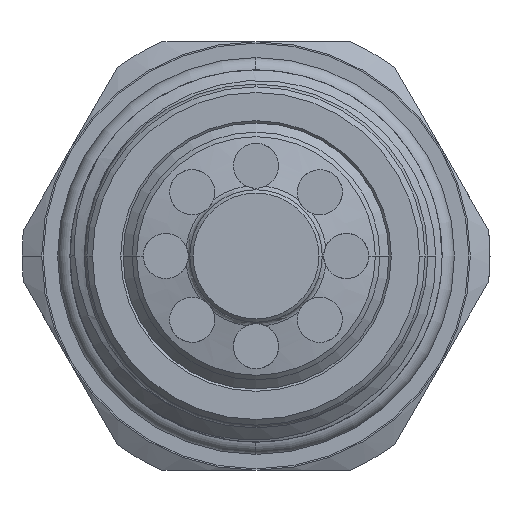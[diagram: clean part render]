
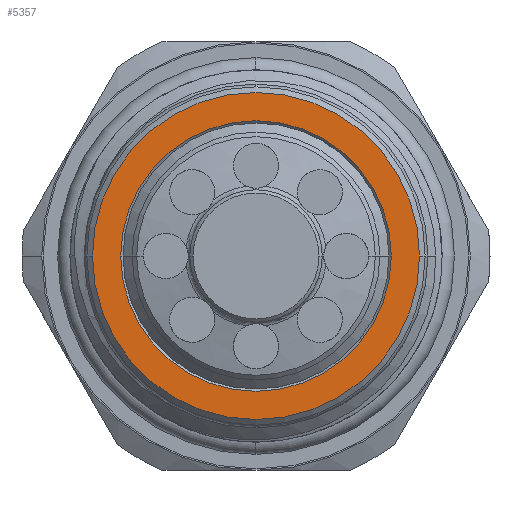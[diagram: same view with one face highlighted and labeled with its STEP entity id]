
A CAD part, left-side view. The second image highlights one B-rep face of the part: STEP entity #5357.
In plain terms, the highlighted planar face has unit normal (-1, 0, 0).
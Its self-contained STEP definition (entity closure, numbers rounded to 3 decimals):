
#16 = EDGE_LOOP ( 'NONE', ( #11150, #11185 ) ) ;
#208 = EDGE_LOOP ( 'NONE', ( #11156, #10977 ) ) ;
#542 = CARTESIAN_POINT ( 'NONE',  ( 0., 0., 0. ) ) ;
#543 = DIRECTION ( 'NONE',  ( -1., 0., 0. ) ) ;
#544 = DIRECTION ( 'NONE',  ( 0., 1., 0. ) ) ;
#986 = CARTESIAN_POINT ( 'NONE',  ( 0., 0., 0. ) ) ;
#987 = DIRECTION ( 'NONE',  ( 1., 0., 0. ) ) ;
#988 = DIRECTION ( 'NONE',  ( 0., 1., 0. ) ) ;
#1856 = CARTESIAN_POINT ( 'NONE',  ( 0., 12., 0. ) ) ;
#1912 = CARTESIAN_POINT ( 'NONE',  ( 0., 14.5, 0. ) ) ;
#2029 = CARTESIAN_POINT ( 'NONE',  ( 0., -14.5, 0. ) ) ;
#2199 = CARTESIAN_POINT ( 'NONE',  ( 0., -12., 0. ) ) ;
#3398 = DIRECTION ( 'NONE',  ( 0., 1., 0. ) ) ;
#3399 = DIRECTION ( 'NONE',  ( -1., 0., 0. ) ) ;
#3400 = CARTESIAN_POINT ( 'NONE',  ( 0., 0., 0. ) ) ;
#3929 = CARTESIAN_POINT ( 'NONE',  ( 0., 0., 0. ) ) ;
#3963 = DIRECTION ( 'NONE',  ( 1., 0., 0. ) ) ;
#3966 = DIRECTION ( 'NONE',  ( 0., 1., 0. ) ) ;
#4143 = CARTESIAN_POINT ( 'NONE',  ( 0., 0., 0. ) ) ;
#4149 = DIRECTION ( 'NONE',  ( 1., 0., 0. ) ) ;
#4205 = DIRECTION ( 'NONE',  ( 0., 1., 0. ) ) ;
#4240 = PLANE ( 'NONE',  #7372 ) ;
#5357 = ADVANCED_FACE ( 'NONE', ( #10504, #10508 ), #4240, .F. ) ;
#6561 = AXIS2_PLACEMENT_3D ( 'NONE', #542, #543, #544 ) ;
#6610 = AXIS2_PLACEMENT_3D ( 'NONE', #986, #987, #988 ) ;
#6624 = EDGE_CURVE ( 'NONE', #11312, #11429, #9830, .T. ) ;
#6696 = EDGE_CURVE ( 'NONE', #11599, #11255, #9775, .T. ) ;
#7129 = EDGE_CURVE ( 'NONE', #11429, #11312, #9401, .T. ) ;
#7223 = EDGE_CURVE ( 'NONE', #11255, #11599, #9300, .T. ) ;
#7364 = AXIS2_PLACEMENT_3D ( 'NONE', #3400, #3399, #3398 ) ;
#7372 = AXIS2_PLACEMENT_3D ( 'NONE', #4143, #4149, #4205 ) ;
#7517 = AXIS2_PLACEMENT_3D ( 'NONE', #3929, #3963, #3966 ) ;
#9300 = CIRCLE ( 'NONE', #6610, 12. ) ;
#9401 = CIRCLE ( 'NONE', #6561, 14.5 ) ;
#9775 = CIRCLE ( 'NONE', #7517, 12. ) ;
#9830 = CIRCLE ( 'NONE', #7364, 14.5 ) ;
#10504 = FACE_BOUND ( 'NONE', #208, .T. ) ;
#10508 = FACE_OUTER_BOUND ( 'NONE', #16, .T. ) ;
#10977 = ORIENTED_EDGE ( 'NONE', *, *, #7223, .T. ) ;
#11150 = ORIENTED_EDGE ( 'NONE', *, *, #6624, .T. ) ;
#11156 = ORIENTED_EDGE ( 'NONE', *, *, #6696, .T. ) ;
#11185 = ORIENTED_EDGE ( 'NONE', *, *, #7129, .T. ) ;
#11255 = VERTEX_POINT ( 'NONE', #1856 ) ;
#11312 = VERTEX_POINT ( 'NONE', #1912 ) ;
#11429 = VERTEX_POINT ( 'NONE', #2029 ) ;
#11599 = VERTEX_POINT ( 'NONE', #2199 ) ;
